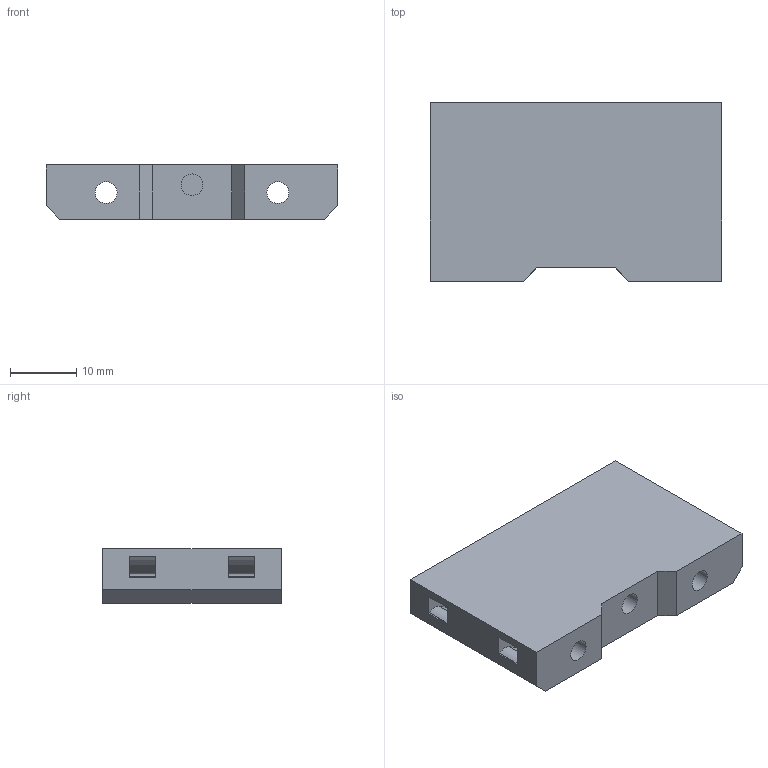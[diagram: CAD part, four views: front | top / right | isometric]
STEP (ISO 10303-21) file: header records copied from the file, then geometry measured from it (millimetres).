
FILE_DESCRIPTION(/* description */ (''),/* implementation_level */ '2;1');
FILE_NAME(/* name */ 'bottom_mgn12_short_duct.step',/* time_stamp */ '2021-09-07T20:35:22+03:00',/* author */ (''),/* organization */ (''),/* preprocessor_version */ 'ST-DEVELOPER v18.1',/* originating_system */ 'Autodesk Translation Framework v10.10.0.1391',/* authorisation */ '');
FILE_SCHEMA (('AUTOMOTIVE_DESIGN { 1 0 10303 214 3 1 1 }'));
Length unit declared in the file: millimetre
Products named in the file (1): bottom_mgn12_short_duct
Bounding box: 44.1 x 27 x 8.2 mm (x, y, z)
Volume: 8576 mm3; surface area: 4385.7 mm2
Topology: 1 solids, 1 shells, 48 faces, 135 edges, 90 vertices
Faces by surface type: plane 29, cylinder 19
Full cylindrical faces by diameter (mm): 3.3 x3
Entity records: 1621 total; most frequent: CARTESIAN_POINT 274, DIRECTION 271, ORIENTED_EDGE 270, EDGE_CURVE 135, LINE 97, VECTOR 97, VERTEX_POINT 90, AXIS2_PLACEMENT_3D 87
